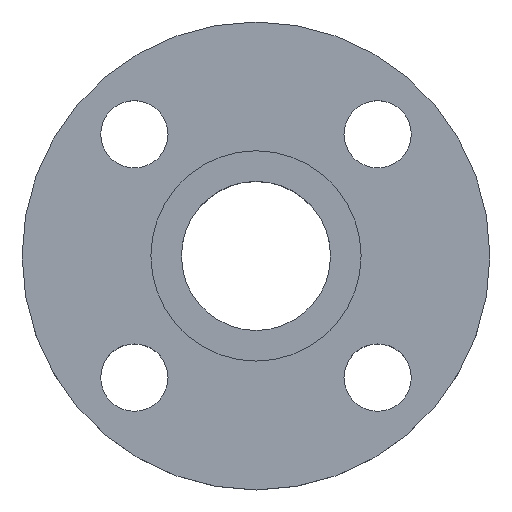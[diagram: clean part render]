
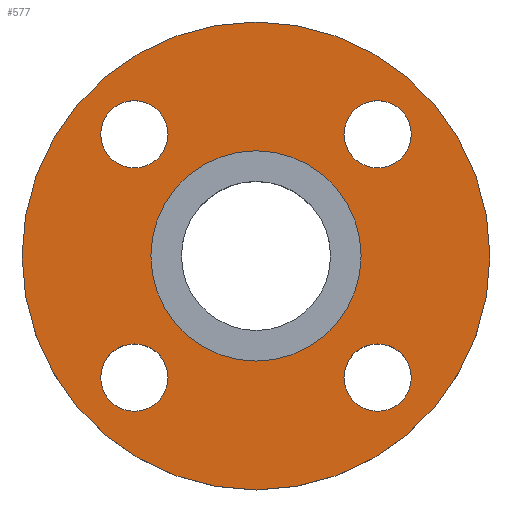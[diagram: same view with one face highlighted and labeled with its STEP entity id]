
A CAD part, top view. The second image highlights one B-rep face of the part: STEP entity #577.
In plain terms, the highlighted planar face has unit normal (0, 0, 1).
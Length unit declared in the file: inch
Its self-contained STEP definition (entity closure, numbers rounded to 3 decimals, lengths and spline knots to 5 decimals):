
#7 = CIRCLE ( 'NONE', #44, 3.06 ) ;
#17 = EDGE_CURVE ( 'NONE', #324, #47, #67, .T. ) ;
#26 = CIRCLE ( 'NONE', #122, 1.375 ) ;
#44 = AXIS2_PLACEMENT_3D ( 'NONE', #285, #621, #409 ) ;
#47 = VERTEX_POINT ( 'NONE', #573 ) ;
#49 = VERTEX_POINT ( 'NONE', #408 ) ;
#61 = EDGE_LOOP ( 'NONE', ( #307, #297 ) ) ;
#63 = CARTESIAN_POINT ( 'NONE',  ( 1.59099, 1.59099, -0.0625 ) ) ;
#64 = VERTEX_POINT ( 'NONE', #472 ) ;
#65 = CARTESIAN_POINT ( 'NONE',  ( 1.375, 0., -0.0625 ) ) ;
#67 = CIRCLE ( 'NONE', #683, 0.44 ) ;
#74 = EDGE_LOOP ( 'NONE', ( #562, #183 ) ) ;
#81 = VERTEX_POINT ( 'NONE', #133 ) ;
#92 = CIRCLE ( 'NONE', #276, 1.375 ) ;
#95 = FACE_BOUND ( 'NONE', #223, .T. ) ;
#105 = CARTESIAN_POINT ( 'NONE',  ( 1.59099, -1.15099, -0.0625 ) ) ;
#114 = DIRECTION ( 'NONE',  ( 0., 0., 1. ) ) ;
#119 = VERTEX_POINT ( 'NONE', #425 ) ;
#122 = AXIS2_PLACEMENT_3D ( 'NONE', #214, #154, #323 ) ;
#129 = CARTESIAN_POINT ( 'NONE',  ( 0., 0., -0.0625 ) ) ;
#131 = DIRECTION ( 'NONE',  ( 0., 0., 1. ) ) ;
#133 = CARTESIAN_POINT ( 'NONE',  ( -1.59099, 2.03099, -0.0625 ) ) ;
#142 = EDGE_CURVE ( 'NONE', #394, #119, #218, .T. ) ;
#149 = DIRECTION ( 'NONE',  ( 1., 0., 0. ) ) ;
#154 = DIRECTION ( 'NONE',  ( 0., 0., -1. ) ) ;
#159 = AXIS2_PLACEMENT_3D ( 'NONE', #639, #353, #257 ) ;
#170 = EDGE_CURVE ( 'NONE', #119, #394, #236, .T. ) ;
#181 = DIRECTION ( 'NONE',  ( 0., -1., 0. ) ) ;
#183 = ORIENTED_EDGE ( 'NONE', *, *, #17, .F. ) ;
#186 = CARTESIAN_POINT ( 'NONE',  ( 1.59099, 1.59099, -0.0625 ) ) ;
#187 = ORIENTED_EDGE ( 'NONE', *, *, #170, .F. ) ;
#201 = DIRECTION ( 'NONE',  ( 1., 0., 0. ) ) ;
#203 = CARTESIAN_POINT ( 'NONE',  ( -1.59099, 1.59099, -0.0625 ) ) ;
#211 = CARTESIAN_POINT ( 'NONE',  ( 2.03099, 1.59099, -0.0625 ) ) ;
#213 = EDGE_CURVE ( 'NONE', #64, #524, #26, .T. ) ;
#214 = CARTESIAN_POINT ( 'NONE',  ( 0., 0., -0.0625 ) ) ;
#218 = CIRCLE ( 'NONE', #480, 0.44 ) ;
#219 = EDGE_CURVE ( 'NONE', #81, #688, #539, .T. ) ;
#220 = AXIS2_PLACEMENT_3D ( 'NONE', #186, #643, #432 ) ;
#223 = EDGE_LOOP ( 'NONE', ( #553, #331 ) ) ;
#234 = CARTESIAN_POINT ( 'NONE',  ( -3.06, 0., -0.0625 ) ) ;
#236 = CIRCLE ( 'NONE', #159, 0.44 ) ;
#237 = CIRCLE ( 'NONE', #652, 0.44 ) ;
#238 = EDGE_LOOP ( 'NONE', ( #433, #502 ) ) ;
#254 = AXIS2_PLACEMENT_3D ( 'NONE', #292, #114, #343 ) ;
#255 = DIRECTION ( 'NONE',  ( 0., 0., 1. ) ) ;
#257 = DIRECTION ( 'NONE',  ( -1., 0., 0. ) ) ;
#260 = CARTESIAN_POINT ( 'NONE',  ( 3.06, 0., -0.0625 ) ) ;
#261 = EDGE_LOOP ( 'NONE', ( #666, #581 ) ) ;
#276 = AXIS2_PLACEMENT_3D ( 'NONE', #414, #367, #201 ) ;
#285 = CARTESIAN_POINT ( 'NONE',  ( 0., 0., -0.0625 ) ) ;
#287 = DIRECTION ( 'NONE',  ( 1., 0., 0. ) ) ;
#290 = CARTESIAN_POINT ( 'NONE',  ( 1.59099, -1.59099, -0.0625 ) ) ;
#292 = CARTESIAN_POINT ( 'NONE',  ( 1.59099, -1.59099, -0.0625 ) ) ;
#297 = ORIENTED_EDGE ( 'NONE', *, *, #512, .T. ) ;
#299 = AXIS2_PLACEMENT_3D ( 'NONE', #455, #399, #563 ) ;
#301 = FACE_BOUND ( 'NONE', #238, .T. ) ;
#306 = VERTEX_POINT ( 'NONE', #211 ) ;
#307 = ORIENTED_EDGE ( 'NONE', *, *, #507, .T. ) ;
#319 = CIRCLE ( 'NONE', #254, 0.44 ) ;
#321 = DIRECTION ( 'NONE',  ( 0., 0., 1. ) ) ;
#323 = DIRECTION ( 'NONE',  ( 1., 0., 0. ) ) ;
#324 = VERTEX_POINT ( 'NONE', #105 ) ;
#328 = CARTESIAN_POINT ( 'NONE',  ( -1.59099, 1.59099, -0.0625 ) ) ;
#329 = AXIS2_PLACEMENT_3D ( 'NONE', #129, #428, #149 ) ;
#330 = EDGE_LOOP ( 'NONE', ( #187, #674 ) ) ;
#331 = ORIENTED_EDGE ( 'NONE', *, *, #213, .T. ) ;
#339 = CARTESIAN_POINT ( 'NONE',  ( -1.15099, -1.59099, -0.0625 ) ) ;
#341 = EDGE_CURVE ( 'NONE', #47, #324, #319, .T. ) ;
#343 = DIRECTION ( 'NONE',  ( 0., -1., 0. ) ) ;
#344 = CARTESIAN_POINT ( 'NONE',  ( -1.59099, 1.15099, -0.0625 ) ) ;
#345 = DIRECTION ( 'NONE',  ( 0., 0., 1. ) ) ;
#353 = DIRECTION ( 'NONE',  ( 0., 0., 1. ) ) ;
#367 = DIRECTION ( 'NONE',  ( 0., 0., -1. ) ) ;
#394 = VERTEX_POINT ( 'NONE', #339 ) ;
#399 = DIRECTION ( 'NONE',  ( 0., 0., 1. ) ) ;
#408 = CARTESIAN_POINT ( 'NONE',  ( 1.15099, 1.59099, -0.0625 ) ) ;
#409 = DIRECTION ( 'NONE',  ( 1., 0., 0. ) ) ;
#414 = CARTESIAN_POINT ( 'NONE',  ( 0., 0., -0.0625 ) ) ;
#423 = DIRECTION ( 'NONE',  ( 0., 1., 0. ) ) ;
#424 = VERTEX_POINT ( 'NONE', #234 ) ;
#425 = CARTESIAN_POINT ( 'NONE',  ( -2.03099, -1.59099, -0.0625 ) ) ;
#428 = DIRECTION ( 'NONE',  ( 0., 0., 1. ) ) ;
#432 = DIRECTION ( 'NONE',  ( 1., 0., 0. ) ) ;
#433 = ORIENTED_EDGE ( 'NONE', *, *, #219, .F. ) ;
#448 = CIRCLE ( 'NONE', #220, 0.44 ) ;
#455 = CARTESIAN_POINT ( 'NONE',  ( 0., 0., -0.0625 ) ) ;
#468 = EDGE_CURVE ( 'NONE', #49, #306, #525, .T. ) ;
#472 = CARTESIAN_POINT ( 'NONE',  ( -1.375, 0., -0.0625 ) ) ;
#473 = FACE_BOUND ( 'NONE', #261, .T. ) ;
#480 = AXIS2_PLACEMENT_3D ( 'NONE', #701, #131, #595 ) ;
#483 = PLANE ( 'NONE',  #329 ) ;
#502 = ORIENTED_EDGE ( 'NONE', *, *, #560, .F. ) ;
#505 = AXIS2_PLACEMENT_3D ( 'NONE', #63, #510, #287 ) ;
#507 = EDGE_CURVE ( 'NONE', #608, #424, #7, .T. ) ;
#510 = DIRECTION ( 'NONE',  ( 0., 0., 1. ) ) ;
#512 = EDGE_CURVE ( 'NONE', #424, #608, #612, .T. ) ;
#524 = VERTEX_POINT ( 'NONE', #65 ) ;
#525 = CIRCLE ( 'NONE', #505, 0.44 ) ;
#534 = EDGE_CURVE ( 'NONE', #306, #49, #448, .T. ) ;
#539 = CIRCLE ( 'NONE', #620, 0.44 ) ;
#547 = DIRECTION ( 'NONE',  ( 0., 1., 0. ) ) ;
#548 = EDGE_CURVE ( 'NONE', #524, #64, #92, .T. ) ;
#553 = ORIENTED_EDGE ( 'NONE', *, *, #548, .T. ) ;
#560 = EDGE_CURVE ( 'NONE', #688, #81, #237, .T. ) ;
#562 = ORIENTED_EDGE ( 'NONE', *, *, #341, .F. ) ;
#563 = DIRECTION ( 'NONE',  ( 1., 0., 0. ) ) ;
#573 = CARTESIAN_POINT ( 'NONE',  ( 1.59099, -2.03099, -0.0625 ) ) ;
#574 = FACE_BOUND ( 'NONE', #74, .T. ) ;
#577 = ADVANCED_FACE ( 'NONE', ( #574, #590, #301, #473, #95, #593 ), #483, .T. ) ;
#581 = ORIENTED_EDGE ( 'NONE', *, *, #468, .F. ) ;
#590 = FACE_BOUND ( 'NONE', #330, .T. ) ;
#593 = FACE_OUTER_BOUND ( 'NONE', #61, .T. ) ;
#595 = DIRECTION ( 'NONE',  ( -1., 0., 0. ) ) ;
#608 = VERTEX_POINT ( 'NONE', #260 ) ;
#612 = CIRCLE ( 'NONE', #299, 3.06 ) ;
#620 = AXIS2_PLACEMENT_3D ( 'NONE', #328, #321, #547 ) ;
#621 = DIRECTION ( 'NONE',  ( 0., 0., 1. ) ) ;
#639 = CARTESIAN_POINT ( 'NONE',  ( -1.59099, -1.59099, -0.0625 ) ) ;
#643 = DIRECTION ( 'NONE',  ( 0., 0., 1. ) ) ;
#652 = AXIS2_PLACEMENT_3D ( 'NONE', #203, #255, #423 ) ;
#666 = ORIENTED_EDGE ( 'NONE', *, *, #534, .F. ) ;
#674 = ORIENTED_EDGE ( 'NONE', *, *, #142, .F. ) ;
#683 = AXIS2_PLACEMENT_3D ( 'NONE', #290, #345, #181 ) ;
#688 = VERTEX_POINT ( 'NONE', #344 ) ;
#701 = CARTESIAN_POINT ( 'NONE',  ( -1.59099, -1.59099, -0.0625 ) ) ;
